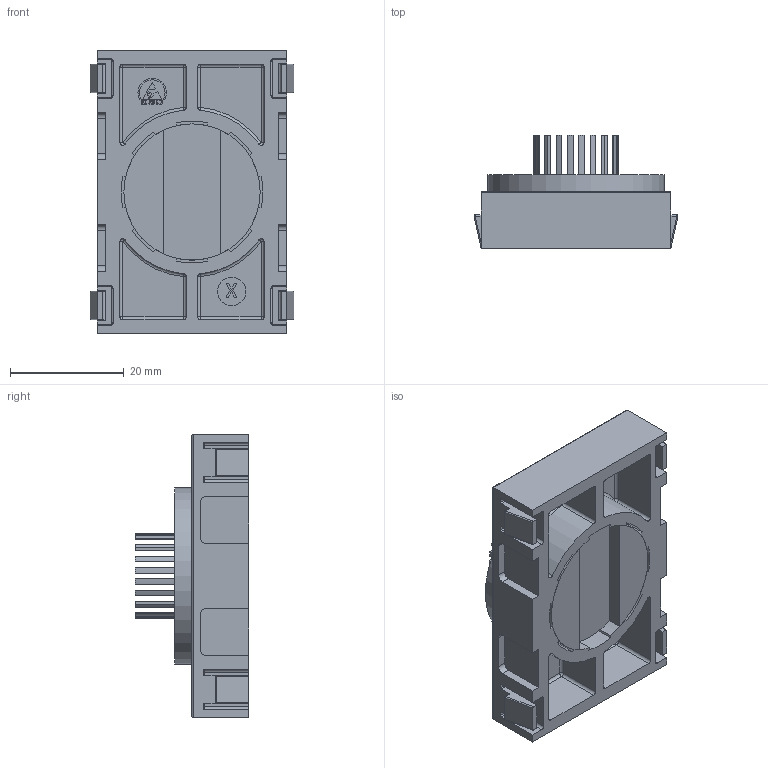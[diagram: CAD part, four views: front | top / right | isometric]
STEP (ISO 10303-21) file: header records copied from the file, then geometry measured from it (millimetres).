
FILE_DESCRIPTION(/* description */ (''),/* implementation_level */ '2;1');
FILE_NAME(/* name */ '13236_KriTec_Bürstenelement_schwarz_ESD.stp',/* time_stamp */ '2015-10-01T12:25:32+02:00',/* author */ ('kostic'),/* organization */ (''),/* preprocessor_version */ 'ST-DEVELOPER v15.2',/* originating_system */ 'Autodesk Inventor 2014',/* authorisation */ '');
FILE_SCHEMA (('CONFIG_CONTROL_DESIGN'));
Length unit declared in the file: millimetre
Products named in the file (3): 062AER91.50_062ACD2491ESD.50; 062ABKESD_062ABKESD; 13236_KriTec_Bürstenelement_schwarz_ESD
Assembly tree (2 placements, depth 2):
  13236_KriTec_Bürstenelement_schwarz_ESD
    062AER91.50_062ACD2491ESD.50
    062ABKESD_062ABKESD
Bounding box: 35.9 x 20 x 50 mm (x, y, z)
Volume: 13262.2 mm3; surface area: 11245.2 mm2
Topology: 2 solids, 2 shells, 666 faces, 1690 edges, 1069 vertices
Faces by surface type: plane 449, cylinder 154, torus 29, sphere 24, bspline 10
Full cylindrical faces by diameter (mm): 5 x1, 24 x2, 31 x1
Entity records: 20292 total; most frequent: CARTESIAN_POINT 4227, ORIENTED_EDGE 3318, DIRECTION 3228, EDGE_CURVE 1659, LINE 1296, VECTOR 1296, VERTEX_POINT 1067, AXIS2_PLACEMENT_3D 966
